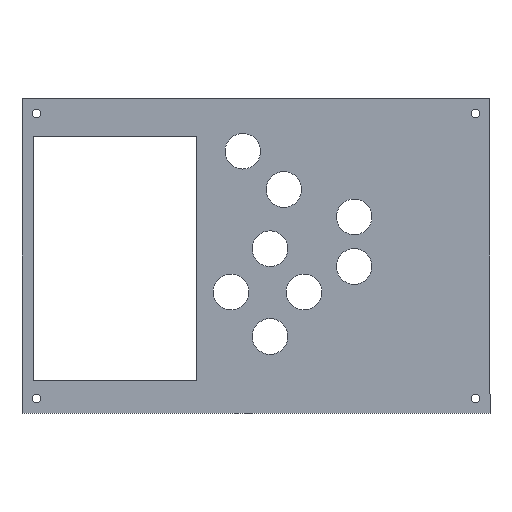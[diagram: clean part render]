
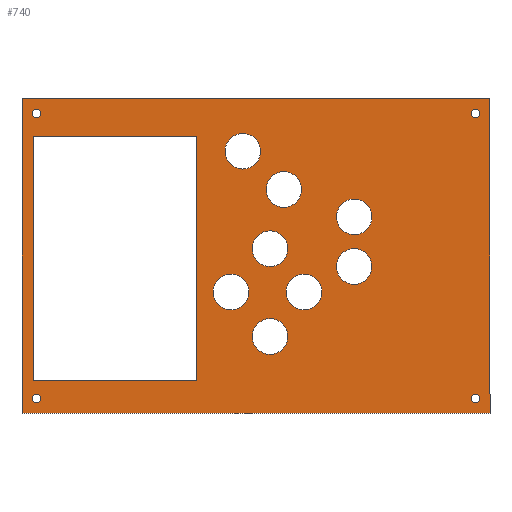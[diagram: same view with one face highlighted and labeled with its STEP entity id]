
A CAD part, front view. The second image highlights one B-rep face of the part: STEP entity #740.
In plain terms, the highlighted planar face has unit normal (0, -1, 0).
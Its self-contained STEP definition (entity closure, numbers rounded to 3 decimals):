
#30=FACE_BOUND('',#156,.T.);
#31=FACE_BOUND('',#157,.T.);
#32=FACE_BOUND('',#158,.T.);
#33=FACE_BOUND('',#159,.T.);
#34=FACE_BOUND('',#160,.T.);
#35=FACE_BOUND('',#161,.T.);
#36=FACE_BOUND('',#162,.T.);
#37=FACE_BOUND('',#163,.T.);
#38=FACE_BOUND('',#164,.T.);
#39=FACE_BOUND('',#165,.T.);
#40=FACE_BOUND('',#166,.T.);
#41=FACE_BOUND('',#167,.T.);
#42=FACE_BOUND('',#168,.T.);
#72=PLANE('',#822);
#107=FACE_OUTER_BOUND('',#155,.T.);
#155=EDGE_LOOP('',(#674,#675,#676,#677));
#156=EDGE_LOOP('',(#678));
#157=EDGE_LOOP('',(#679));
#158=EDGE_LOOP('',(#680));
#159=EDGE_LOOP('',(#681));
#160=EDGE_LOOP('',(#682));
#161=EDGE_LOOP('',(#683));
#162=EDGE_LOOP('',(#684));
#163=EDGE_LOOP('',(#685));
#164=EDGE_LOOP('',(#686,#687,#688,#689));
#165=EDGE_LOOP('',(#690));
#166=EDGE_LOOP('',(#691));
#167=EDGE_LOOP('',(#692));
#168=EDGE_LOOP('',(#693));
#216=LINE('',#1146,#289);
#223=LINE('',#1168,#296);
#226=LINE('',#1174,#299);
#229=LINE('',#1178,#302);
#234=LINE('',#1198,#307);
#237=LINE('',#1203,#310);
#239=LINE('',#1207,#312);
#241=LINE('',#1210,#314);
#289=VECTOR('',#946,10.);
#296=VECTOR('',#965,10.);
#299=VECTOR('',#970,10.);
#302=VECTOR('',#975,10.);
#307=VECTOR('',#998,10.);
#310=VECTOR('',#1003,10.);
#312=VECTOR('',#1007,10.);
#314=VECTOR('',#1011,10.);
#315=CIRCLE('',#765,6.2);
#317=CIRCLE('',#768,6.2);
#319=CIRCLE('',#771,6.2);
#321=CIRCLE('',#774,6.2);
#323=CIRCLE('',#777,6.2);
#325=CIRCLE('',#780,6.2);
#327=CIRCLE('',#783,6.2);
#329=CIRCLE('',#786,6.2);
#335=CIRCLE('',#810,1.5);
#336=CIRCLE('',#812,1.5);
#337=CIRCLE('',#814,1.5);
#338=CIRCLE('',#816,1.5);
#339=VERTEX_POINT('',#1018);
#341=VERTEX_POINT('',#1024);
#343=VERTEX_POINT('',#1030);
#345=VERTEX_POINT('',#1036);
#347=VERTEX_POINT('',#1042);
#349=VERTEX_POINT('',#1048);
#351=VERTEX_POINT('',#1054);
#353=VERTEX_POINT('',#1060);
#382=VERTEX_POINT('',#1143);
#383=VERTEX_POINT('',#1145);
#392=VERTEX_POINT('',#1167);
#394=VERTEX_POINT('',#1173);
#395=VERTEX_POINT('',#1180);
#396=VERTEX_POINT('',#1184);
#397=VERTEX_POINT('',#1188);
#398=VERTEX_POINT('',#1192);
#399=VERTEX_POINT('',#1196);
#400=VERTEX_POINT('',#1197);
#401=VERTEX_POINT('',#1202);
#402=VERTEX_POINT('',#1206);
#403=EDGE_CURVE('',#339,#339,#315,.T.);
#406=EDGE_CURVE('',#341,#341,#317,.T.);
#409=EDGE_CURVE('',#343,#343,#319,.T.);
#412=EDGE_CURVE('',#345,#345,#321,.T.);
#415=EDGE_CURVE('',#347,#347,#323,.T.);
#418=EDGE_CURVE('',#349,#349,#325,.T.);
#421=EDGE_CURVE('',#351,#351,#327,.T.);
#424=EDGE_CURVE('',#353,#353,#329,.T.);
#466=EDGE_CURVE('',#383,#382,#216,.T.);
#477=EDGE_CURVE('',#392,#383,#223,.T.);
#480=EDGE_CURVE('',#394,#392,#226,.T.);
#483=EDGE_CURVE('',#382,#394,#229,.T.);
#485=EDGE_CURVE('',#395,#395,#335,.T.);
#487=EDGE_CURVE('',#396,#396,#336,.T.);
#489=EDGE_CURVE('',#397,#397,#337,.T.);
#491=EDGE_CURVE('',#398,#398,#338,.T.);
#492=EDGE_CURVE('',#399,#400,#234,.T.);
#495=EDGE_CURVE('',#401,#399,#237,.T.);
#497=EDGE_CURVE('',#402,#401,#239,.T.);
#499=EDGE_CURVE('',#400,#402,#241,.T.);
#674=ORIENTED_EDGE('',*,*,#499,.F.);
#675=ORIENTED_EDGE('',*,*,#492,.F.);
#676=ORIENTED_EDGE('',*,*,#495,.F.);
#677=ORIENTED_EDGE('',*,*,#497,.F.);
#678=ORIENTED_EDGE('',*,*,#403,.T.);
#679=ORIENTED_EDGE('',*,*,#406,.T.);
#680=ORIENTED_EDGE('',*,*,#409,.T.);
#681=ORIENTED_EDGE('',*,*,#412,.T.);
#682=ORIENTED_EDGE('',*,*,#415,.T.);
#683=ORIENTED_EDGE('',*,*,#418,.T.);
#684=ORIENTED_EDGE('',*,*,#421,.T.);
#685=ORIENTED_EDGE('',*,*,#424,.T.);
#686=ORIENTED_EDGE('',*,*,#466,.T.);
#687=ORIENTED_EDGE('',*,*,#483,.T.);
#688=ORIENTED_EDGE('',*,*,#480,.T.);
#689=ORIENTED_EDGE('',*,*,#477,.T.);
#690=ORIENTED_EDGE('',*,*,#485,.T.);
#691=ORIENTED_EDGE('',*,*,#487,.T.);
#692=ORIENTED_EDGE('',*,*,#489,.T.);
#693=ORIENTED_EDGE('',*,*,#491,.T.);
#740=ADVANCED_FACE('',(#107,#30,#31,#32,#33,#34,#35,#36,#37,#38,#39,#40,
#41,#42),#72,.F.);
#765=AXIS2_PLACEMENT_3D('',#1019,#827,#828);
#768=AXIS2_PLACEMENT_3D('',#1025,#834,#835);
#771=AXIS2_PLACEMENT_3D('',#1031,#841,#842);
#774=AXIS2_PLACEMENT_3D('',#1037,#848,#849);
#777=AXIS2_PLACEMENT_3D('',#1043,#855,#856);
#780=AXIS2_PLACEMENT_3D('',#1049,#862,#863);
#783=AXIS2_PLACEMENT_3D('',#1055,#869,#870);
#786=AXIS2_PLACEMENT_3D('',#1061,#876,#877);
#810=AXIS2_PLACEMENT_3D('',#1182,#979,#980);
#812=AXIS2_PLACEMENT_3D('',#1186,#984,#985);
#814=AXIS2_PLACEMENT_3D('',#1190,#989,#990);
#816=AXIS2_PLACEMENT_3D('',#1194,#994,#995);
#822=AXIS2_PLACEMENT_3D('',#1212,#1014,#1015);
#827=DIRECTION('center_axis',(0.,1.,0.));
#828=DIRECTION('ref_axis',(1.,0.,0.));
#834=DIRECTION('center_axis',(0.,1.,0.));
#835=DIRECTION('ref_axis',(1.,0.,0.));
#841=DIRECTION('center_axis',(0.,1.,0.));
#842=DIRECTION('ref_axis',(1.,0.,0.));
#848=DIRECTION('center_axis',(0.,1.,0.));
#849=DIRECTION('ref_axis',(1.,0.,0.));
#855=DIRECTION('center_axis',(0.,1.,0.));
#856=DIRECTION('ref_axis',(1.,0.,0.));
#862=DIRECTION('center_axis',(0.,1.,0.));
#863=DIRECTION('ref_axis',(1.,0.,0.));
#869=DIRECTION('center_axis',(0.,1.,0.));
#870=DIRECTION('ref_axis',(1.,0.,0.));
#876=DIRECTION('center_axis',(0.,1.,0.));
#877=DIRECTION('ref_axis',(1.,0.,0.));
#946=DIRECTION('',(1.,0.,0.));
#965=DIRECTION('',(0.,0.,1.));
#970=DIRECTION('',(-1.,0.,0.));
#975=DIRECTION('',(0.,0.,-1.));
#979=DIRECTION('center_axis',(0.,1.,0.));
#980=DIRECTION('ref_axis',(1.,0.,0.));
#984=DIRECTION('center_axis',(0.,1.,0.));
#985=DIRECTION('ref_axis',(1.,0.,0.));
#989=DIRECTION('center_axis',(0.,1.,0.));
#990=DIRECTION('ref_axis',(1.,0.,0.));
#994=DIRECTION('center_axis',(0.,1.,0.));
#995=DIRECTION('ref_axis',(1.,0.,0.));
#998=DIRECTION('',(0.,0.,-1.));
#1003=DIRECTION('',(1.,0.,0.));
#1007=DIRECTION('',(0.,0.,1.));
#1011=DIRECTION('',(-1.,0.,0.));
#1014=DIRECTION('center_axis',(0.,1.,0.));
#1015=DIRECTION('ref_axis',(0.,0.,1.));
#1018=CARTESIAN_POINT('',(-82.759,0.,-52.117));
#1019=CARTESIAN_POINT('Origin',(-76.559,0.,-52.117));
#1024=CARTESIAN_POINT('',(-92.232,0.,-18.194));
#1025=CARTESIAN_POINT('Origin',(-86.032,0.,-18.194));
#1030=CARTESIAN_POINT('',(-77.96,0.,-31.515));
#1031=CARTESIAN_POINT('Origin',(-71.76,0.,-31.515));
#1036=CARTESIAN_POINT('',(-70.927,0.,-67.217));
#1037=CARTESIAN_POINT('Origin',(-64.727,0.,-67.217));
#1042=CARTESIAN_POINT('',(-53.477,0.,-58.317));
#1043=CARTESIAN_POINT('Origin',(-47.277,0.,-58.317));
#1048=CARTESIAN_POINT('',(-96.369,0.,-67.217));
#1049=CARTESIAN_POINT('Origin',(-90.169,0.,-67.217));
#1054=CARTESIAN_POINT('',(-53.477,0.,-41.048));
#1055=CARTESIAN_POINT('Origin',(-47.277,0.,-41.048));
#1060=CARTESIAN_POINT('',(-82.759,0.,-82.689));
#1061=CARTESIAN_POINT('Origin',(-76.559,0.,-82.689));
#1143=CARTESIAN_POINT('',(-102.01,0.,-12.964));
#1145=CARTESIAN_POINT('',(-158.959,0.,-12.964));
#1146=CARTESIAN_POINT('',(-120.205,0.,-12.964));
#1167=CARTESIAN_POINT('',(-158.959,0.,-97.964));
#1168=CARTESIAN_POINT('',(-158.959,0.,-76.314));
#1173=CARTESIAN_POINT('',(-102.01,0.,-97.964));
#1174=CARTESIAN_POINT('',(-91.73,0.,-97.964));
#1178=CARTESIAN_POINT('',(-102.01,0.,-33.814));
#1180=CARTESIAN_POINT('',(-6.5,0.,-104.326));
#1182=CARTESIAN_POINT('Origin',(-5.,0.,-104.326));
#1184=CARTESIAN_POINT('',(-6.5,0.,-5.));
#1186=CARTESIAN_POINT('Origin',(-5.,0.,-5.));
#1188=CARTESIAN_POINT('',(-159.4,0.,-104.326));
#1190=CARTESIAN_POINT('Origin',(-157.9,0.,-104.326));
#1192=CARTESIAN_POINT('',(-159.4,0.,-5.));
#1194=CARTESIAN_POINT('Origin',(-157.9,0.,-5.));
#1196=CARTESIAN_POINT('',(0.,0.,0.));
#1197=CARTESIAN_POINT('',(0.,0.,-109.326));
#1198=CARTESIAN_POINT('',(0.,0.,0.));
#1202=CARTESIAN_POINT('',(-162.9,0.,0.));
#1203=CARTESIAN_POINT('',(-162.9,0.,0.));
#1206=CARTESIAN_POINT('',(-162.9,0.,-109.326));
#1207=CARTESIAN_POINT('',(-162.9,0.,-109.326));
#1210=CARTESIAN_POINT('',(0.,0.,-109.326));
#1212=CARTESIAN_POINT('Origin',(-81.45,0.,-54.663));
